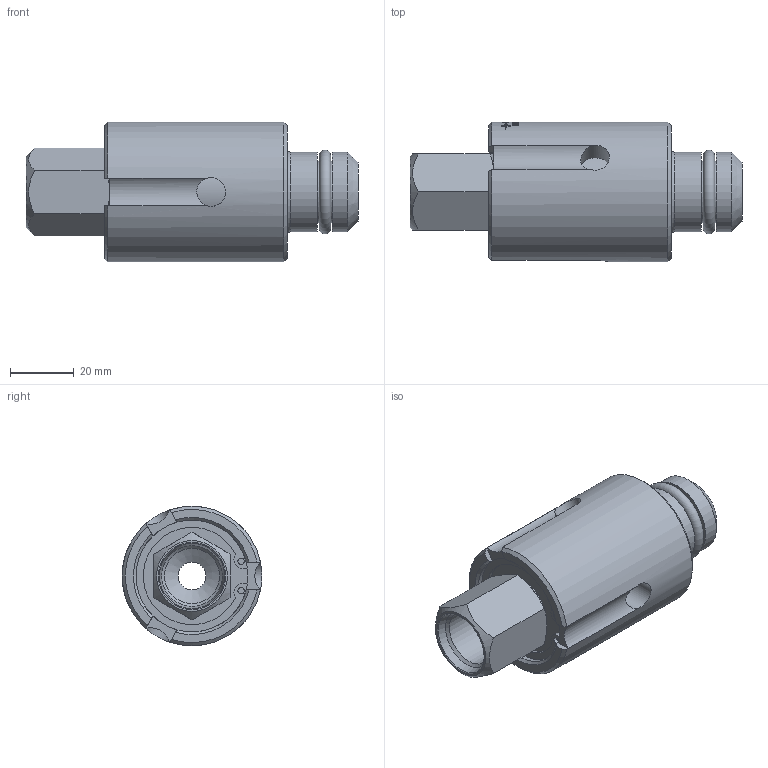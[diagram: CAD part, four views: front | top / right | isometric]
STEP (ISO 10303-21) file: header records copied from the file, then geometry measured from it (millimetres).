
FILE_DESCRIPTION(/* description */ (''),/* implementation_level */ '2;1');
FILE_NAME(/* name */ '1116-020-409-IC.stp',/* time_stamp */ '2020-05-14T11:17:29-05:00',/* author */ ('moorera'),/* organization */ (''),/* preprocessor_version */ 'ST-DEVELOPER v18.1',/* originating_system */ 'Autodesk Inventor 2020',/* authorisation */ '');
FILE_SCHEMA (('AUTOMOTIVE_DESIGN { 1 0 10303 214 3 1 1 }'));
Products named in the file (1): 1116-020-409-IC
Bounding box: 104 x 43.73 x 43.73 mm (x, y, z)
Volume: 93088.3 mm3; surface area: 20396.3 mm2
Topology: 2 solids, 2 shells, 366 faces, 986 edges, 663 vertices
Faces by surface type: bspline 170, plane 117, cylinder 62, cone 14, torus 3
Full cylindrical faces by diameter (mm): 1.981 x2, 8.7 x1, 9 x3, 17.323 x1, 19.23 x1, 19.84 x1, 24.96 x2, 35.08 x1, 37.25 x1, 43.73 x1
Entity records: 51161 total; most frequent: CARTESIAN_POINT 42550, ORIENTED_EDGE 1972, DIRECTION 1375, EDGE_CURVE 986, VERTEX_POINT 663, AXIS2_PLACEMENT_3D 495, EDGE_LOOP 411, LINE 385
